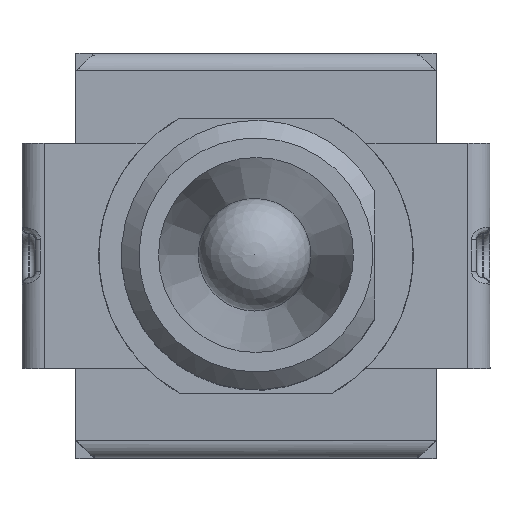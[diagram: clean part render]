
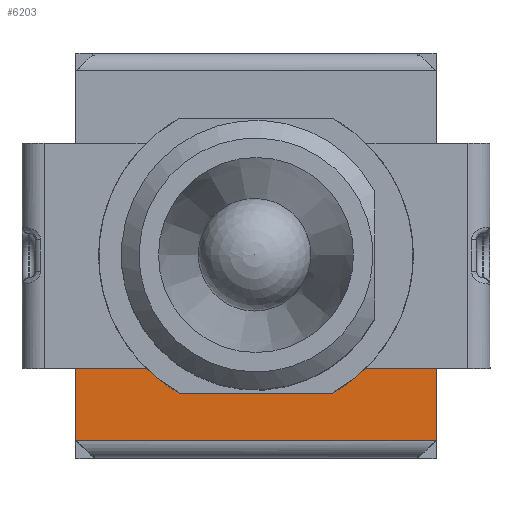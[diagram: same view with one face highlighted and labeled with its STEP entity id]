
A CAD part, top view. The second image highlights one B-rep face of the part: STEP entity #6203.
In plain terms, the highlighted planar face has unit normal (0, 0, 1).
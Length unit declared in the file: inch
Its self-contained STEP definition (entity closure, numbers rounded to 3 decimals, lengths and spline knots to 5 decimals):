
#640=FACE_OUTER_BOUND('',#994,.T.);
#994=EDGE_LOOP('',(#5211,#5212,#5213,#5214,#5215,#5216));
#1308=LINE('',#9795,#1910);
#1576=LINE('',#11692,#2178);
#1578=LINE('',#11698,#2180);
#1581=LINE('',#11703,#2183);
#1582=LINE('',#11705,#2184);
#1583=LINE('',#11706,#2185);
#1910=VECTOR('',#7425,0.3937);
#2178=VECTOR('',#8115,0.3937);
#2180=VECTOR('',#8121,0.3937);
#2183=VECTOR('',#8126,0.3937);
#2184=VECTOR('',#8127,0.3937);
#2185=VECTOR('',#8128,0.3937);
#2393=VERTEX_POINT('',#8568);
#2553=VERTEX_POINT('',#9739);
#2856=VERTEX_POINT('',#11689);
#2857=VERTEX_POINT('',#11691);
#2859=VERTEX_POINT('',#11697);
#2861=VERTEX_POINT('',#11704);
#3251=EDGE_CURVE('',#2393,#2553,#1308,.T.);
#3677=EDGE_CURVE('',#2856,#2857,#1576,.T.);
#3680=EDGE_CURVE('',#2857,#2859,#1578,.T.);
#3683=EDGE_CURVE('',#2859,#2553,#1581,.T.);
#3684=EDGE_CURVE('',#2861,#2856,#1582,.T.);
#3685=EDGE_CURVE('',#2393,#2861,#1583,.T.);
#5211=ORIENTED_EDGE('',*,*,#3251,.T.);
#5212=ORIENTED_EDGE('',*,*,#3683,.F.);
#5213=ORIENTED_EDGE('',*,*,#3680,.F.);
#5214=ORIENTED_EDGE('',*,*,#3677,.F.);
#5215=ORIENTED_EDGE('',*,*,#3684,.F.);
#5216=ORIENTED_EDGE('',*,*,#3685,.F.);
#5865=PLANE('',#6757);
#6203=ADVANCED_FACE('',(#640),#5865,.T.);
#6757=AXIS2_PLACEMENT_3D('',#11702,#8124,#8125);
#7425=DIRECTION('',(-1.,0.,0.));
#8115=DIRECTION('',(-1.,0.,0.));
#8121=DIRECTION('',(-0.707,0.707,0.));
#8124=DIRECTION('center_axis',(0.,0.,
1.));
#8125=DIRECTION('ref_axis',(1.,0.,0.));
#8126=DIRECTION('',(0.,1.,0.));
#8127=DIRECTION('',(-0.707,-0.707,0.));
#8128=DIRECTION('',(0.,-1.,0.));
#8568=CARTESIAN_POINT('',(0.16004,-0.1,0.28858));
#9739=CARTESIAN_POINT('',(-0.16004,-0.1,0.28858));
#9795=CARTESIAN_POINT('',(0.10394,-0.1,0.28858));
#11689=CARTESIAN_POINT('',(0.15965,-0.16417,0.28858));
#11691=CARTESIAN_POINT('',(-0.15965,-0.16417,0.28858));
#11692=CARTESIAN_POINT('',(0.08002,-0.16417,0.28858));
#11697=CARTESIAN_POINT('',(-0.16004,-0.16378,0.28858));
#11698=CARTESIAN_POINT('',(-0.15694,-0.16688,0.28858));
#11702=CARTESIAN_POINT('Origin',(0.,0.,
0.28858));
#11703=CARTESIAN_POINT('',(-0.16004,-0.17992,0.28858));
#11704=CARTESIAN_POINT('',(0.16004,-0.16378,0.28858));
#11705=CARTESIAN_POINT('',(0.15694,-0.16688,0.28858));
#11706=CARTESIAN_POINT('',(0.16004,0.17992,0.28858));
